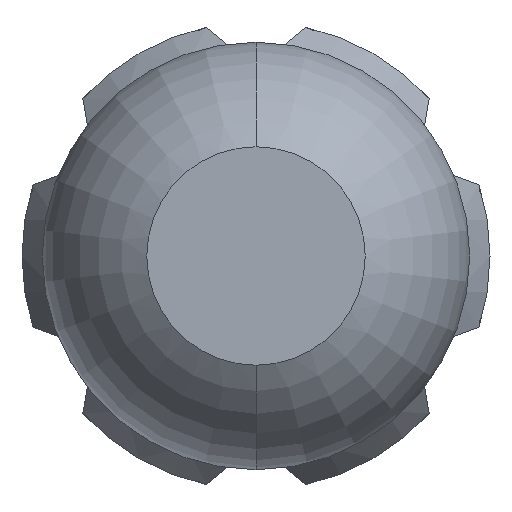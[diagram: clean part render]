
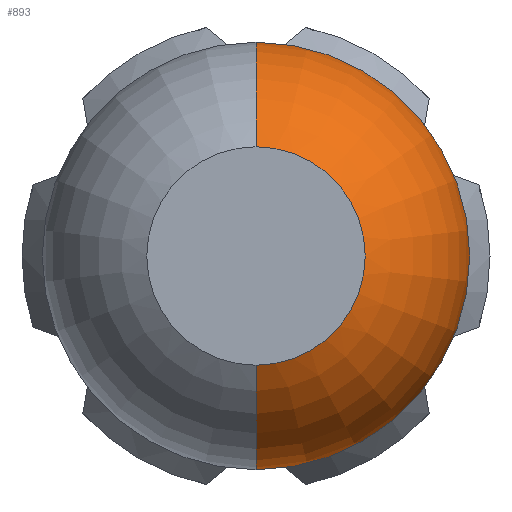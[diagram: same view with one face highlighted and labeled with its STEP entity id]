
A CAD part, front view. The second image highlights one B-rep face of the part: STEP entity #893.
In plain terms, the highlighted toroidal (fillet/blend) face has major radius 0.035 mm and minor radius 0.65 mm.
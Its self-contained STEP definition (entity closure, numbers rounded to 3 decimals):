
#88 = EDGE_CURVE ( 'Defeature ausgef�hrt1_41+Defeature ausgef�hrt1_4+Defeature ausgef�hrt1_4+Defeature ausgef�hrt1_4', #645, #5288, #1130, .T. ) ;
#172 = DIRECTION ( 'NONE',  ( 0., 0., -1. ) ) ;
#560 = CIRCLE ( 'NONE', #5205, 0.685 ) ;
#567 = FACE_OUTER_BOUND ( 'NONE', #3345, .T. ) ;
#590 = DIRECTION ( 'NONE',  ( 0., -1., 0. ) ) ;
#645 = VERTEX_POINT ( 'NONE', #3492 ) ;
#893 = ADVANCED_FACE ( 'Defeature ausgef�hrt1_4', ( #567 ), #3315, .T. ) ;
#1130 = CIRCLE ( 'NONE', #3251, 0.35 ) ;
#1333 = EDGE_CURVE ( 'NONE', #5531, #645, #2085, .T. ) ;
#1536 = DIRECTION ( 'NONE',  ( -1., 0., 0. ) ) ;
#1720 = DIRECTION ( 'NONE',  ( 0., 0., -1. ) ) ;
#1807 = ORIENTED_EDGE ( 'NONE', *, *, #1333, .F. ) ;
#2045 = DIRECTION ( 'NONE',  ( 0., 0., -1. ) ) ;
#2085 = CIRCLE ( 'NONE', #5623, 0.65 ) ;
#2168 = EDGE_CURVE ( 'NONE', #3910, #5288, #4209, .T. ) ;
#2397 = CARTESIAN_POINT ( 'NONE',  ( 0., -25., 0. ) ) ;
#2815 = EDGE_CURVE ( 'Defeature ausgef�hrt1_4+Defeature ausgef�hrt1_5+Defeature ausgef�hrt1_5+Defeature ausgef�hrt1_5', #5531, #3910, #560, .T. ) ;
#2939 = CARTESIAN_POINT ( 'NONE',  ( 0., -24.431, -0.685 ) ) ;
#2982 = DIRECTION ( 'NONE',  ( 0., -1., 0. ) ) ;
#3144 = AXIS2_PLACEMENT_3D ( 'NONE', #5148, #5646, #1720 ) ;
#3251 = AXIS2_PLACEMENT_3D ( 'NONE', #2397, #590, #172 ) ;
#3315 = TOROIDAL_SURFACE ( 'NONE', #3357, 0.035, 0.65 ) ;
#3331 = DIRECTION ( 'NONE',  ( 0., -1., 0. ) ) ;
#3341 = DIRECTION ( 'NONE',  ( 0., 0., 1. ) ) ;
#3345 = EDGE_LOOP ( 'NONE', ( #3459, #5355, #5510, #1807 ) ) ;
#3357 = AXIS2_PLACEMENT_3D ( 'NONE', #5105, #2982, #2045 ) ;
#3459 = ORIENTED_EDGE ( 'NONE', *, *, #2815, .T. ) ;
#3492 = CARTESIAN_POINT ( 'NONE',  ( 0., -25., -0.35 ) ) ;
#3599 = CARTESIAN_POINT ( 'NONE',  ( 0., -25., 0.35 ) ) ;
#3698 = CARTESIAN_POINT ( 'NONE',  ( 0., -24.431, -0.035 ) ) ;
#3751 = DIRECTION ( 'NONE',  ( 0., 0., -1. ) ) ;
#3910 = VERTEX_POINT ( 'NONE', #4705 ) ;
#4209 = CIRCLE ( 'NONE', #3144, 0.65 ) ;
#4705 = CARTESIAN_POINT ( 'NONE',  ( 0., -24.431, 0.685 ) ) ;
#5059 = CARTESIAN_POINT ( 'NONE',  ( 0., -24.431, 0. ) ) ;
#5105 = CARTESIAN_POINT ( 'NONE',  ( 0., -24.431, 0. ) ) ;
#5148 = CARTESIAN_POINT ( 'NONE',  ( 0., -24.431, 0.035 ) ) ;
#5205 = AXIS2_PLACEMENT_3D ( 'NONE', #5059, #3331, #3751 ) ;
#5288 = VERTEX_POINT ( 'NONE', #3599 ) ;
#5355 = ORIENTED_EDGE ( 'NONE', *, *, #2168, .T. ) ;
#5510 = ORIENTED_EDGE ( 'NONE', *, *, #88, .F. ) ;
#5531 = VERTEX_POINT ( 'NONE', #2939 ) ;
#5623 = AXIS2_PLACEMENT_3D ( 'NONE', #3698, #1536, #3341 ) ;
#5646 = DIRECTION ( 'NONE',  ( 1., 0., 0. ) ) ;
